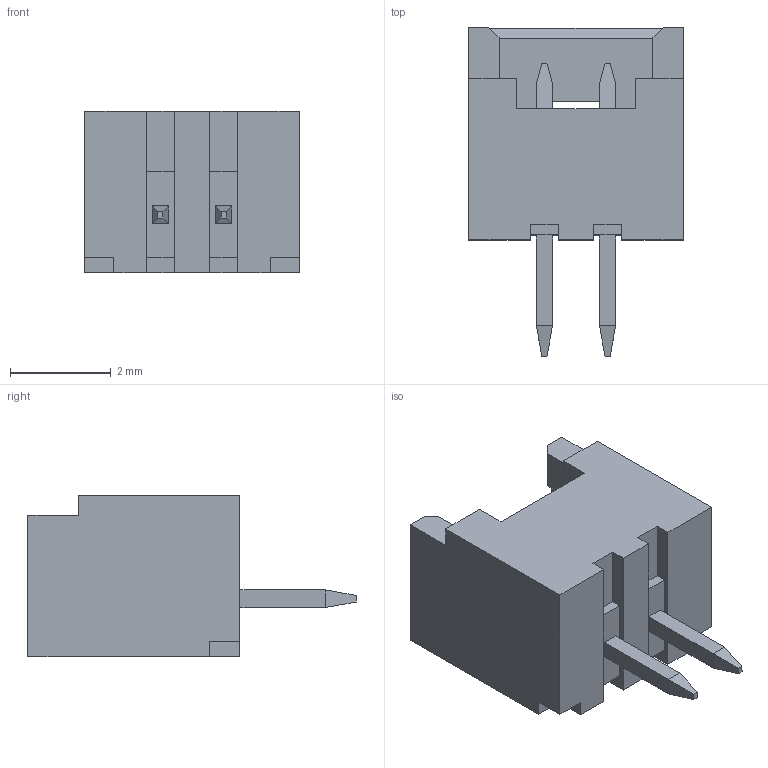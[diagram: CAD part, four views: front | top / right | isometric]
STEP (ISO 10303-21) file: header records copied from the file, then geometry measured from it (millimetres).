
FILE_DESCRIPTION (( 'STEP AP214' ), '1' );
FILE_NAME ('Molex_PicoBlade_53047-0210_1x02_P1.25mm_Vertical.STEP', '2020-02-22T08:07:01', ( '' ), ( '' ), 'SwSTEP 2.0', 'SolidWorks 2017', '' );
FILE_SCHEMA (( 'AUTOMOTIVE_DESIGN' ));
Length unit declared in the file: millimetre
Products named in the file (1): Molex_PicoBlade_53047-0210_1x02_P1.25mm_Vertical
Bounding box: 4.25 x 6.5 x 3.2 mm (x, y, z)
Volume: 31.6 mm3; surface area: 131.5 mm2
Topology: 1 solids, 1 shells, 102 faces, 278 edges, 182 vertices
Faces by surface type: plane 96, cylinder 6
Entity records: 3582 total; most frequent: CARTESIAN_POINT 581, ORIENTED_EDGE 556, DIRECTION 484, EDGE_CURVE 278, VECTOR 266, LINE 266, VERTEX_POINT 182, AXIS2_PLACEMENT_3D 109
